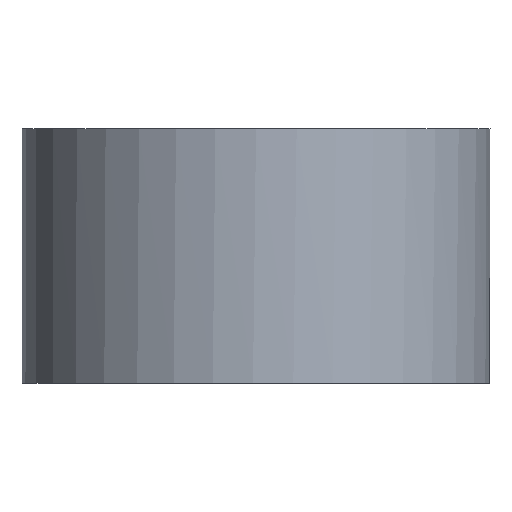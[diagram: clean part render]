
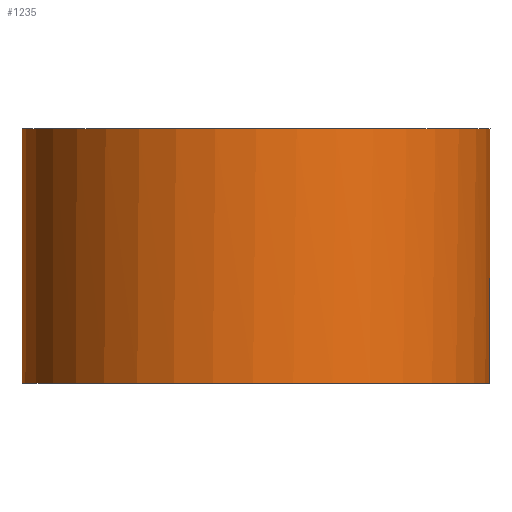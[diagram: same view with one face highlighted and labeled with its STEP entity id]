
A CAD part, front view. The second image highlights one B-rep face of the part: STEP entity #1235.
In plain terms, the highlighted cylindrical face has radius 3.5 mm (diameter 7 mm), a full revolution.
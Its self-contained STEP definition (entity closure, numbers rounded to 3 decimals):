
#24=CYLINDRICAL_SURFACE('',#1330,3.5);
#41=CIRCLE('',#1255,3.5);
#45=CIRCLE('',#1305,3.5);
#61=CIRCLE('',#1331,3.5);
#62=CIRCLE('',#1332,3.5);
#121=FACE_OUTER_BOUND('',#191,.T.);
#191=EDGE_LOOP('',(#1102,#1103,#1104,#1105,#1106,#1107,#1108,#1109));
#346=LINE('',#1988,#495);
#347=LINE('',#1991,#496);
#348=LINE('',#1994,#497);
#495=VECTOR('',#1638,10.);
#496=VECTOR('',#1641,3.5);
#497=VECTOR('',#1644,10.);
#505=VERTEX_POINT('',#1669);
#592=VERTEX_POINT('',#1932);
#593=VERTEX_POINT('',#1934);
#610=VERTEX_POINT('',#1986);
#611=VERTEX_POINT('',#1990);
#612=VERTEX_POINT('',#1993);
#620=EDGE_CURVE('',#505,#505,#41,.T.);
#751=EDGE_CURVE('',#592,#593,#45,.T.);
#778=EDGE_CURVE('',#610,#593,#346,.T.);
#779=EDGE_CURVE('',#505,#611,#347,.T.);
#780=EDGE_CURVE('',#611,#610,#61,.T.);
#781=EDGE_CURVE('',#612,#592,#348,.T.);
#782=EDGE_CURVE('',#612,#611,#62,.T.);
#1102=ORIENTED_EDGE('',*,*,#620,.F.);
#1103=ORIENTED_EDGE('',*,*,#779,.T.);
#1104=ORIENTED_EDGE('',*,*,#780,.T.);
#1105=ORIENTED_EDGE('',*,*,#778,.T.);
#1106=ORIENTED_EDGE('',*,*,#751,.F.);
#1107=ORIENTED_EDGE('',*,*,#781,.F.);
#1108=ORIENTED_EDGE('',*,*,#782,.T.);
#1109=ORIENTED_EDGE('',*,*,#779,.F.);
#1235=ADVANCED_FACE('',(#121),#24,.T.);
#1255=AXIS2_PLACEMENT_3D('',#1670,#1350,#1351);
#1305=AXIS2_PLACEMENT_3D('',#1935,#1577,#1578);
#1330=AXIS2_PLACEMENT_3D('',#1989,#1639,#1640);
#1331=AXIS2_PLACEMENT_3D('',#1992,#1642,#1643);
#1332=AXIS2_PLACEMENT_3D('',#1995,#1645,#1646);
#1350=DIRECTION('center_axis',(0.,0.,1.));
#1351=DIRECTION('ref_axis',(1.,0.,0.));
#1577=DIRECTION('center_axis',(0.,0.,-1.));
#1578=DIRECTION('ref_axis',(1.,0.,0.));
#1638=DIRECTION('',(0.,0.,1.));
#1639=DIRECTION('center_axis',(0.,0.,1.));
#1640=DIRECTION('ref_axis',(1.,0.,0.));
#1641=DIRECTION('',(0.,0.,-1.));
#1642=DIRECTION('center_axis',(0.,0.,1.));
#1643=DIRECTION('ref_axis',(1.,0.,0.));
#1644=DIRECTION('',(0.,0.,1.));
#1645=DIRECTION('center_axis',(0.,0.,1.));
#1646=DIRECTION('ref_axis',(1.,0.,0.));
#1669=CARTESIAN_POINT('',(-3.5,0.,3.8));
#1670=CARTESIAN_POINT('Origin',(0.,0.,3.8));
#1932=CARTESIAN_POINT('',(-2.75,2.165,1.5));
#1934=CARTESIAN_POINT('',(2.75,2.165,1.5));
#1935=CARTESIAN_POINT('Origin',(0.,0.,1.5));
#1986=CARTESIAN_POINT('',(2.75,2.165,0.));
#1988=CARTESIAN_POINT('',(2.75,2.165,0.));
#1989=CARTESIAN_POINT('Origin',(0.,0.,0.));
#1990=CARTESIAN_POINT('',(-3.5,0.,0.));
#1991=CARTESIAN_POINT('',(-3.5,0.,0.));
#1992=CARTESIAN_POINT('Origin',(0.,0.,0.));
#1993=CARTESIAN_POINT('',(-2.75,2.165,0.));
#1994=CARTESIAN_POINT('',(-2.75,2.165,0.));
#1995=CARTESIAN_POINT('Origin',(0.,0.,0.));
